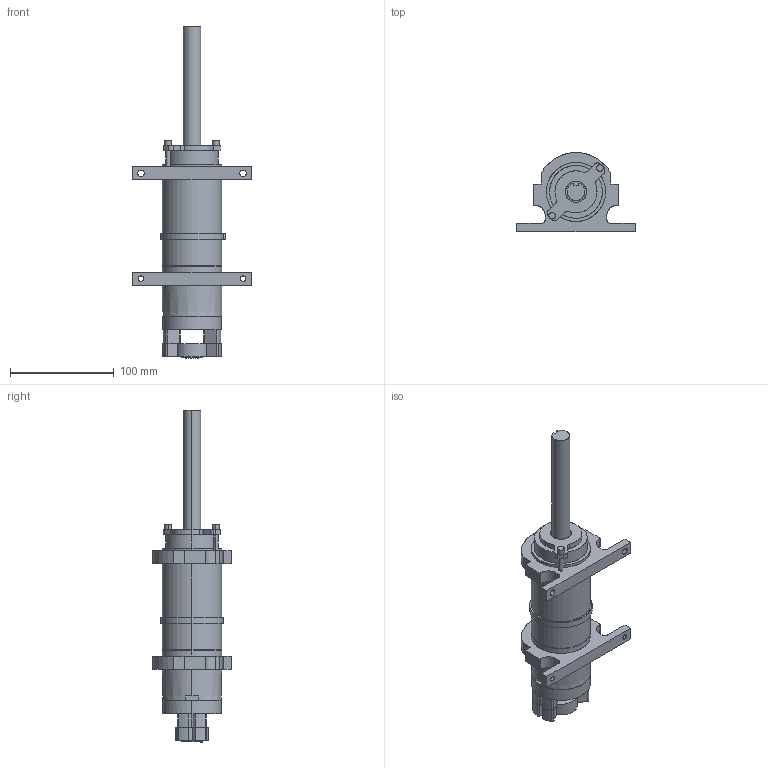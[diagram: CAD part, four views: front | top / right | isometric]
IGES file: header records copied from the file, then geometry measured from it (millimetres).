
Start section: SolidWorks IGES FILE using analytic representation for surfaces
Global section: file name: Dustin with mounts.IGS; native system: SolidWorks 2001Plus by SolidWorks Corporation; preprocessor: Version 5.3; author: Pete; date: 040627.204448; units: inch
Bounding box: 114.3 x 76.2 x 320.68 mm (x, y, z)
Surface area: 68678.2 mm2 (no closed solid volume)
Topology: 0 solids, 0 shells, 206 faces, 3780 edges, 3780 vertices
Faces by surface type: revolution 114, bspline 92
